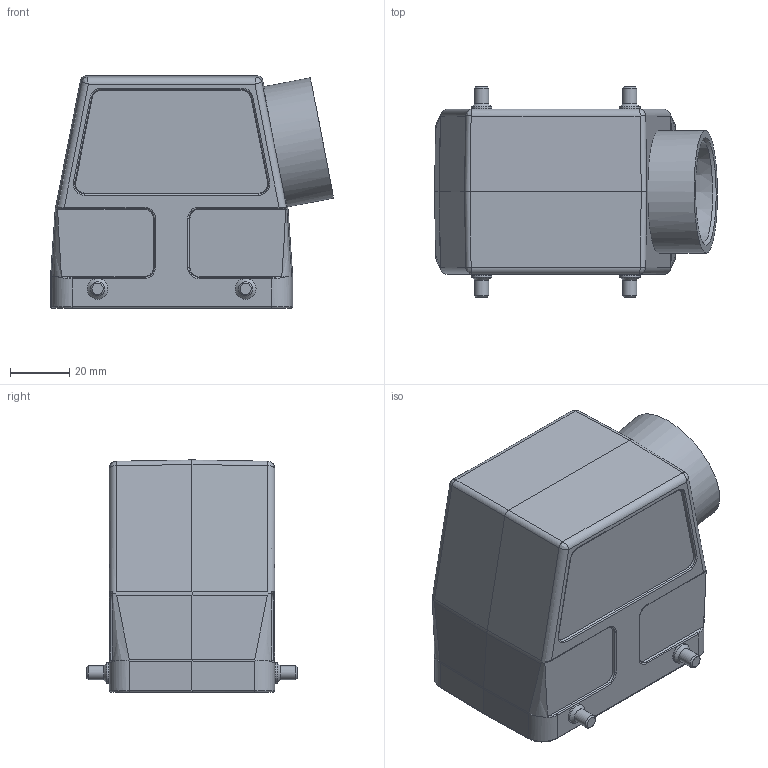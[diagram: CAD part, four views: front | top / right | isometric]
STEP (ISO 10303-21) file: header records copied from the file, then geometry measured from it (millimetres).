
FILE_DESCRIPTION(/* description */ (''),/* implementation_level */ '2;1');
FILE_NAME(/* name */ 'H32A-SEH-4B-XXX.stp',/* time_stamp */ '2023-02-23T13:24:30+08:00',/* author */ (''),/* organization */ (''),/* preprocessor_version */ 'ST-DEVELOPER v16',/* originating_system */ 'SIEMENS PLM Software NX 10.0',/* authorisation */ '');
FILE_SCHEMA (('AUTOMOTIVE_DESIGN { 1 0 10303 214 3 1 1 1 }'));
Length unit declared in the file: millimetre
Products named in the file (1): Admi3EDCA52Aiawb
Bounding box: 95.56 x 71.2 x 78.4 mm (x, y, z)
Volume: 87262.7 mm3; surface area: 48933.8 mm2
Topology: 1 solids, 1 shells, 426 faces, 1012 edges, 603 vertices
Faces by surface type: cylinder 162, plane 109, bspline 98, cone 43, torus 8, sphere 6
Full cylindrical faces by diameter (mm): 2.3 x4, 3 x4, 4.8 x4, 7 x4, 41.399 x1
Entity records: 13833 total; most frequent: CARTESIAN_POINT 4884, ORIENTED_EDGE 1828, DIRECTION 1800, EDGE_CURVE 914, AXIS2_PLACEMENT_3D 724, VERTEX_POINT 577, EDGE_LOOP 515, ADVANCED_FACE 426
